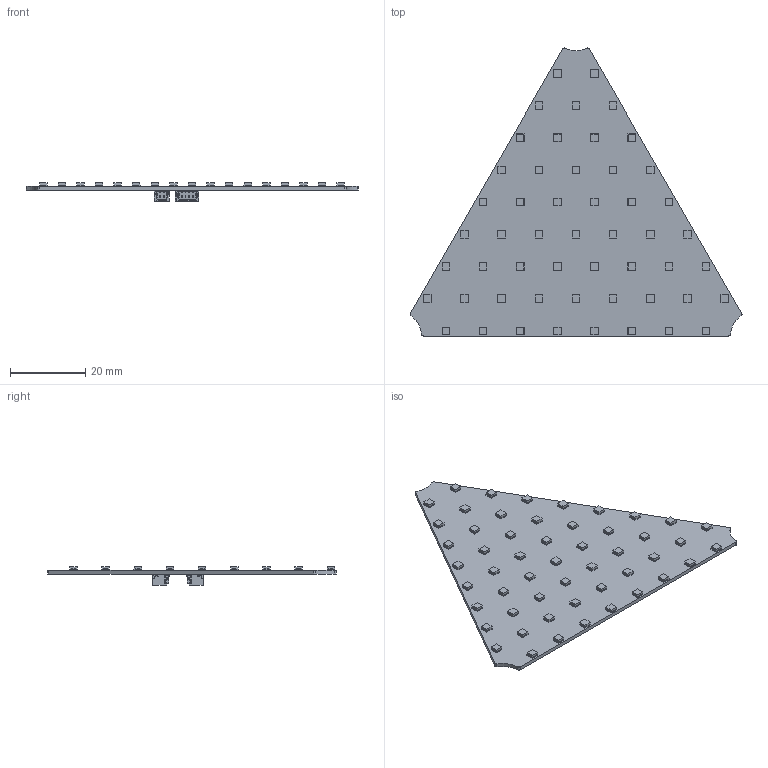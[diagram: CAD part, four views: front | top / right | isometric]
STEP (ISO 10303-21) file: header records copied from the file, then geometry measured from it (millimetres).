
FILE_DESCRIPTION(('KiCad electronic assembly'),'2;1');
FILE_NAME('panel.step','2023-01-21T23:06:47',('Pcbnew'),('Kicad'), 'Open CASCADE STEP processor 7.5','KiCad to STEP converter','Unknown' );
FILE_SCHEMA(('AUTOMOTIVE_DESIGN { 1 0 10303 214 1 1 1 1 }'));
Length unit declared in the file: millimetre
Products named in the file (8): panel 1; sk9822-2020; COMPOUND; SM4B-SRSS-TB; SM2B-SRSS-TB; lightahedron PCB
Assembly tree (59 placements, depth 3):
  panel 1
    sk9822-2020  x52
      COMPOUND
    SM4B-SRSS-TB  x2
      COMPOUND
    SM2B-SRSS-TB
      COMPOUND
    lightahedron PCB
Bounding box: 88.15 x 76.48 x 4.9 mm (x, y, z)
Volume: 4146.9 mm3; surface area: 10063.5 mm2
Topology: 748 solids, 748 shells, 5151 faces, 10998 edges, 7326 vertices
Faces by surface type: plane 4992, cylinder 159
Full cylindrical faces by diameter (mm): 0.08 x52
Entity records: 40647 total; most frequent: CARTESIAN_POINT 6339, DIRECTION 5829, LINE 4228, VECTOR 4228, ORIENTED_EDGE 3006, PCURVE 3006, DEFINITIONAL_REPRESENTATION 3006, EDGE_CURVE 1503
